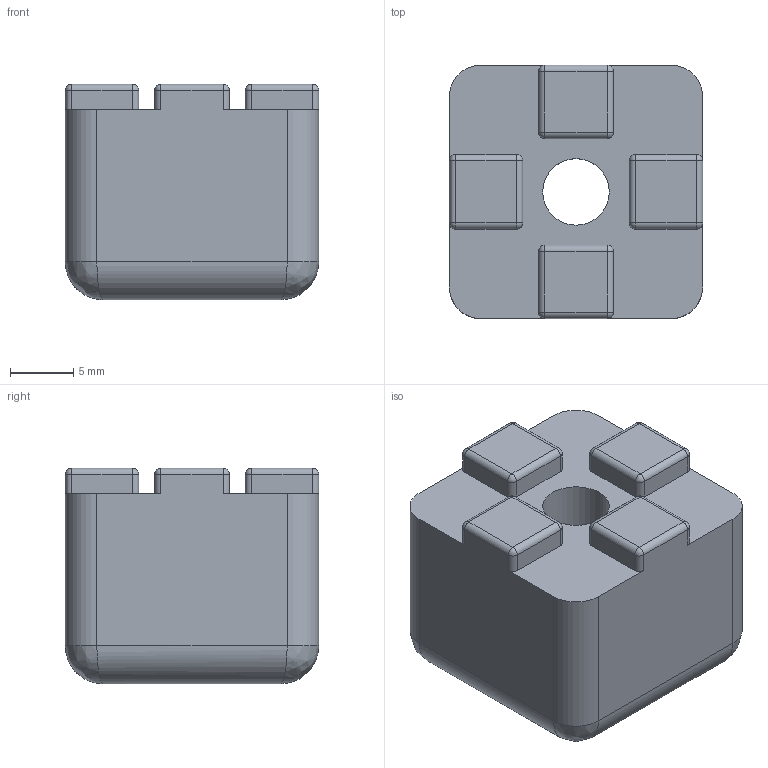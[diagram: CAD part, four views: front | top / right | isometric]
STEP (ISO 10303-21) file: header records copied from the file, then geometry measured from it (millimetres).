
FILE_DESCRIPTION(/* description */ ('Alibre Inc.'),/* implementation_level */ '2;1');
FILE_NAME(/* name */ 'export0',/* time_stamp */ '2015-07-11T14:33:50+12:00',/* author */ (''),/* organization */ (''),/* preprocessor_version */ 'ST-DEVELOPER v14',/* originating_system */ 'Alibre',/* authorisation */ '');
FILE_SCHEMA (('CONFIG_CONTROL_DESIGN'));
Length unit declared in the file: centimetre
Products named in the file (1): ID_1
Bounding box: 20 x 20 x 17 mm (x, y, z)
Volume: 5062.9 mm3; surface area: 2350.1 mm2
Topology: 1 solids, 1 shells, 85 faces, 206 edges, 104 vertices
Faces by surface type: cylinder 42, plane 23, sphere 16, bspline 4
Full cylindrical faces by diameter (mm): 5.25 x1, 11 x1
Entity records: 2932 total; most frequent: CARTESIAN_POINT 1013, DIRECTION 387, ORIENTED_EDGE 368, EDGE_CURVE 184, AXIS2_PLACEMENT_3D 157, VERTEX_POINT 104, VECTOR 96, LINE 96
